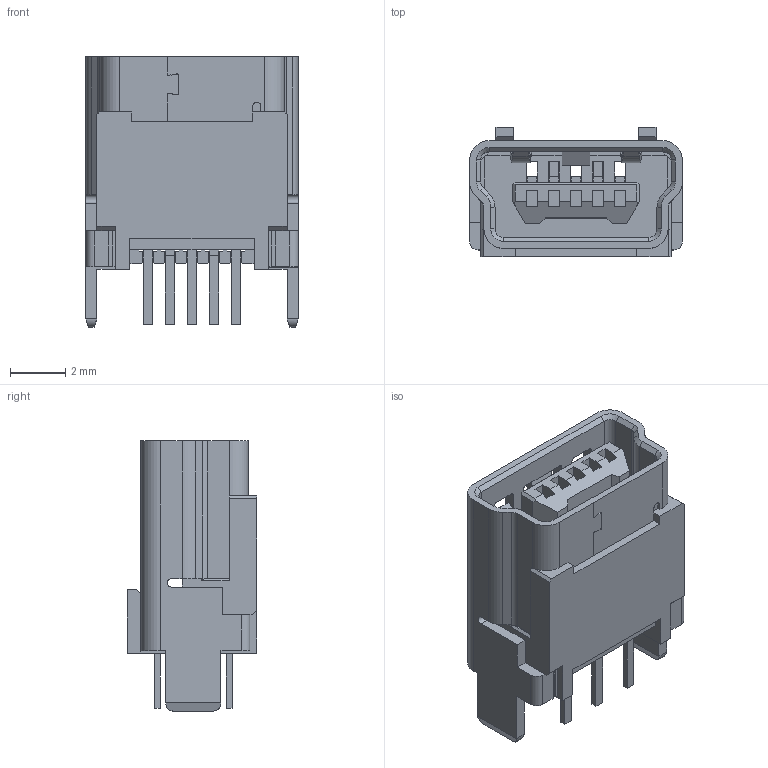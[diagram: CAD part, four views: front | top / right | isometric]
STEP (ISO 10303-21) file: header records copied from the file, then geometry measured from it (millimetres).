
FILE_DESCRIPTION(/* description */ (''),/* implementation_level */ '2;1');
FILE_NAME(/* name */ 'Mini-B USB Vertical.stp',/* time_stamp */ '2019-04-09T21:48:47-04:00',/* author */ ('QC'),/* organization */ (''),/* preprocessor_version */ 'ST-DEVELOPER v17.2',/* originating_system */ 'Autodesk Inventor 2019',/* authorisation */ '');
FILE_SCHEMA (('AUTOMOTIVE_DESIGN { 1 0 10303 214 3 1 1 }'));
Length unit declared in the file: millimetre
Products named in the file (1): 5000751517
Bounding box: 7.7 x 4.7 x 9.8 mm (x, y, z)
Volume: 128.9 mm3; surface area: 549.8 mm2
Topology: 1 solids, 1 shells, 416 faces, 1206 edges, 783 vertices
Faces by surface type: plane 330, cylinder 58, bspline 16, cone 8, torus 4
Full cylindrical faces by diameter (mm): 0.005 x1
Entity records: 14111 total; most frequent: CARTESIAN_POINT 3019, ORIENTED_EDGE 2398, DIRECTION 2098, EDGE_CURVE 1199, LINE 1032, VECTOR 1032, VERTEX_POINT 776, AXIS2_PLACEMENT_3D 533
